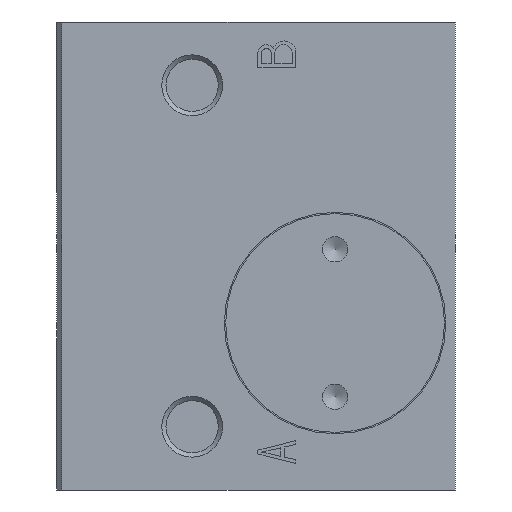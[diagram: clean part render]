
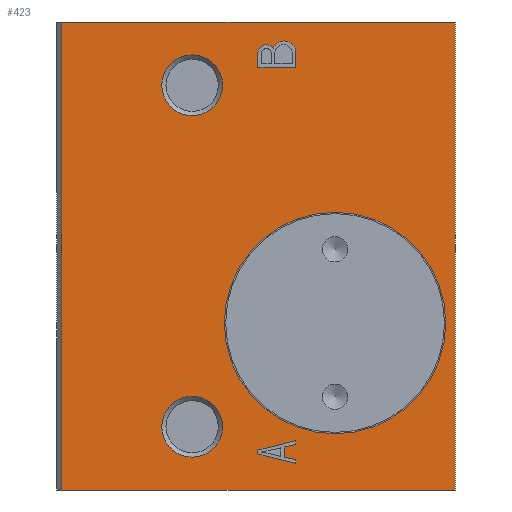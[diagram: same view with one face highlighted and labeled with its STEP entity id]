
A CAD part, left-side view. The second image highlights one B-rep face of the part: STEP entity #423.
In plain terms, the highlighted face is planar.
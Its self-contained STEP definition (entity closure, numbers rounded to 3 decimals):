
#423 = ADVANCED_FACE( '', ( #917, #918, #919, #920, #921, #922 ), #923, .F. );
#917 = FACE_BOUND( '', #1426, .T. );
#918 = FACE_OUTER_BOUND( '', #1427, .T. );
#919 = FACE_BOUND( '', #1428, .T. );
#920 = FACE_BOUND( '', #1429, .T. );
#921 = FACE_BOUND( '', #1430, .T. );
#922 = FACE_BOUND( '', #1431, .T. );
#923 = PLANE( '', #1432 );
#1426 = EDGE_LOOP( '', ( #2404, #2405, #2406, #2407, #2408, #2409, #2410, #2411 ) );
#1427 = EDGE_LOOP( '', ( #2412, #2413, #2414, #2415 ) );
#1428 = EDGE_LOOP( '', ( #2416 ) );
#1429 = EDGE_LOOP( '', ( #2417 ) );
#1430 = EDGE_LOOP( '', ( #2418 ) );
#1431 = EDGE_LOOP( '', ( #2419, #2420, #2421, #2422, #2423 ) );
#1432 = AXIS2_PLACEMENT_3D( '', #2424, #2425, #2426 );
#2404 = ORIENTED_EDGE( '', *, *, #2985, .T. );
#2405 = ORIENTED_EDGE( '', *, *, #2825, .T. );
#2406 = ORIENTED_EDGE( '', *, *, #2961, .T. );
#2407 = ORIENTED_EDGE( '', *, *, #2771, .T. );
#2408 = ORIENTED_EDGE( '', *, *, #2911, .T. );
#2409 = ORIENTED_EDGE( '', *, *, #2839, .T. );
#2410 = ORIENTED_EDGE( '', *, *, #2796, .T. );
#2411 = ORIENTED_EDGE( '', *, *, #2778, .T. );
#2412 = ORIENTED_EDGE( '', *, *, #2859, .T. );
#2413 = ORIENTED_EDGE( '', *, *, #2982, .F. );
#2414 = ORIENTED_EDGE( '', *, *, #2986, .F. );
#2415 = ORIENTED_EDGE( '', *, *, #2894, .T. );
#2416 = ORIENTED_EDGE( '', *, *, #2975, .F. );
#2417 = ORIENTED_EDGE( '', *, *, #2877, .F. );
#2418 = ORIENTED_EDGE( '', *, *, #2869, .T. );
#2419 = ORIENTED_EDGE( '', *, *, #2987, .T. );
#2420 = ORIENTED_EDGE( '', *, *, #2945, .T. );
#2421 = ORIENTED_EDGE( '', *, *, #2988, .T. );
#2422 = ORIENTED_EDGE( '', *, *, #2925, .T. );
#2423 = ORIENTED_EDGE( '', *, *, #2635, .T. );
#2424 = CARTESIAN_POINT( '', ( 18.5, 0., -27. ) );
#2425 = DIRECTION( '', ( 0., 0., 1. ) );
#2426 = DIRECTION( '', ( 1., 0., 0. ) );
#2635 = EDGE_CURVE( '', #3069, #3070, #3071, .T. );
#2771 = EDGE_CURVE( '', #3297, #3298, #3299, .T. );
#2778 = EDGE_CURVE( '', #3307, #3308, #3309, .T. );
#2796 = EDGE_CURVE( '', #3335, #3307, #3336, .T. );
#2825 = EDGE_CURVE( '', #3379, #3380, #3381, .T. );
#2839 = EDGE_CURVE( '', #3398, #3335, #3399, .T. );
#2859 = EDGE_CURVE( '', #3427, #3425, #3428, .T. );
#2869 = EDGE_CURVE( '', #3441, #3441, #3442, .T. );
#2877 = EDGE_CURVE( '', #3454, #3454, #3455, .F. );
#2894 = EDGE_CURVE( '', #3476, #3427, #3477, .T. );
#2911 = EDGE_CURVE( '', #3298, #3398, #3495, .T. );
#2925 = EDGE_CURVE( '', #3510, #3069, #3511, .T. );
#2945 = EDGE_CURVE( '', #3535, #3536, #3537, .T. );
#2961 = EDGE_CURVE( '', #3380, #3297, #3557, .T. );
#2975 = EDGE_CURVE( '', #3572, #3572, #3573, .F. );
#2982 = EDGE_CURVE( '', #3580, #3425, #3582, .T. );
#2985 = EDGE_CURVE( '', #3308, #3379, #3585, .T. );
#2986 = EDGE_CURVE( '', #3476, #3580, #3586, .T. );
#2987 = EDGE_CURVE( '', #3070, #3535, #3587, .T. );
#2988 = EDGE_CURVE( '', #3536, #3510, #3588, .T. );
#3069 = VERTEX_POINT( '', #3681 );
#3070 = VERTEX_POINT( '', #3682 );
#3071 = LINE( '', #3683, #3684 );
#3297 = VERTEX_POINT( '', #3991 );
#3298 = VERTEX_POINT( '', #3992 );
#3299 = LINE( '', #3993, #3994 );
#3307 = VERTEX_POINT( '', #4006 );
#3308 = VERTEX_POINT( '', #4007 );
#3309 = LINE( '', #4008, #4009 );
#3335 = VERTEX_POINT( '', #4040 );
#3336 = LINE( '', #4041, #4042 );
#3379 = VERTEX_POINT( '', #4100 );
#3380 = VERTEX_POINT( '', #4101 );
#3381 = LINE( '', #4102, #4103 );
#3398 = VERTEX_POINT( '', #4125 );
#3399 = LINE( '', #4126, #4127 );
#3425 = VERTEX_POINT( '', #4192 );
#3427 = VERTEX_POINT( '', #4195 );
#3428 = LINE( '', #4196, #4197 );
#3441 = VERTEX_POINT( '', #4212 );
#3442 = CIRCLE( '', #4213, 8.75 );
#3454 = VERTEX_POINT( '', #4229 );
#3455 = CIRCLE( '', #4230, 2.4 );
#3476 = VERTEX_POINT( '', #4255 );
#3477 = LINE( '', #4256, #4257 );
#3495 = LINE( '', #4291, #4292 );
#3510 = VERTEX_POINT( '', #4311 );
#3511 = LINE( '', #4312, #4313 );
#3535 = VERTEX_POINT( '', #4343 );
#3536 = VERTEX_POINT( '', #4344 );
#3537 = CIRCLE( '', #4345, 0.93 );
#3557 = LINE( '', #4380, #4381 );
#3572 = VERTEX_POINT( '', #4430 );
#3573 = CIRCLE( '', #4431, 2.4 );
#3580 = VERTEX_POINT( '', #4438 );
#3582 = LINE( '', #4441, #4442 );
#3585 = LINE( '', #4445, #4446 );
#3586 = LINE( '', #4447, #4448 );
#3587 = CIRCLE( '', #4449, 0.652 );
#3588 = LINE( '', #4450, #4451 );
#3681 = CARTESIAN_POINT( '', ( -14.9, 15.6, -27. ) );
#3682 = CARTESIAN_POINT( '', ( -16.1, 15.6, -27. ) );
#3683 = CARTESIAN_POINT( '', ( -14.9, 15.6, -27. ) );
#3684 = VECTOR( '', #4531, 1000. );
#3991 = CARTESIAN_POINT( '', ( 15.1, 13.5, -27. ) );
#3992 = CARTESIAN_POINT( '', ( 15.9, 13.5, -27. ) );
#3993 = CARTESIAN_POINT( '', ( 15.1, 13.5, -27. ) );
#3994 = VECTOR( '', #4691, 1000. );
#4006 = CARTESIAN_POINT( '', ( 15.65, 15.6, -27. ) );
#4007 = CARTESIAN_POINT( '', ( 15.35, 15.6, -27. ) );
#4008 = CARTESIAN_POINT( '', ( 15.65, 15.6, -27. ) );
#4009 = VECTOR( '', #4696, 1000. );
#4040 = CARTESIAN_POINT( '', ( 16.4, 12.6, -27. ) );
#4041 = CARTESIAN_POINT( '', ( 16.4, 12.6, -27. ) );
#4042 = VECTOR( '', #4720, 1000. );
#4100 = CARTESIAN_POINT( '', ( 14.6, 12.6, -27. ) );
#4101 = CARTESIAN_POINT( '', ( 14.9, 12.6, -27. ) );
#4102 = CARTESIAN_POINT( '', ( 14.6, 12.6, -27. ) );
#4103 = VECTOR( '', #4748, 1000. );
#4125 = CARTESIAN_POINT( '', ( 16.1, 12.6, -27. ) );
#4126 = CARTESIAN_POINT( '', ( 16.1, 12.6, -27. ) );
#4127 = VECTOR( '', #4763, 1000. );
#4192 = CARTESIAN_POINT( '', ( -18.5, 31.1, -27. ) );
#4195 = CARTESIAN_POINT( '', ( -18.5, 0., -27. ) );
#4196 = CARTESIAN_POINT( '', ( -18.5, 0., -27. ) );
#4197 = VECTOR( '', #4783, 1000. );
#4212 = CARTESIAN_POINT( '', ( 14.05, 9.5, -27. ) );
#4213 = AXIS2_PLACEMENT_3D( '', #4795, #4796, #4797 );
#4229 = CARTESIAN_POINT( '', ( -11.1, 20.8, -27. ) );
#4230 = AXIS2_PLACEMENT_3D( '', #4805, #4806, #4807 );
#4255 = CARTESIAN_POINT( '', ( 18.5, 0., -27. ) );
#4256 = CARTESIAN_POINT( '', ( 18.5, 0., -27. ) );
#4257 = VECTOR( '', #4824, 1000. );
#4291 = CARTESIAN_POINT( '', ( 15.9, 13.5, -27. ) );
#4292 = VECTOR( '', #4831, 1000. );
#4311 = CARTESIAN_POINT( '', ( -14.9, 12.6, -27. ) );
#4312 = CARTESIAN_POINT( '', ( -14.9, 12.6, -27. ) );
#4313 = VECTOR( '', #4842, 1000. );
#4343 = CARTESIAN_POINT( '', ( -16.4, 14.4, -27. ) );
#4344 = CARTESIAN_POINT( '', ( -16.1, 12.6, -27. ) );
#4345 = AXIS2_PLACEMENT_3D( '', #4858, #4859, #4860 );
#4380 = CARTESIAN_POINT( '', ( 14.9, 12.6, -27. ) );
#4381 = VECTOR( '', #4872, 1000. );
#4430 = CARTESIAN_POINT( '', ( 15.9, 20.8, -27. ) );
#4431 = AXIS2_PLACEMENT_3D( '', #4880, #4881, #4882 );
#4438 = CARTESIAN_POINT( '', ( 18.5, 31.1, -27. ) );
#4441 = CARTESIAN_POINT( '', ( 18.5, 31.1, -27. ) );
#4442 = VECTOR( '', #4887, 1000. );
#4445 = CARTESIAN_POINT( '', ( 15.35, 15.6, -27. ) );
#4446 = VECTOR( '', #4888, 1000. );
#4447 = CARTESIAN_POINT( '', ( 18.5, 0., -27. ) );
#4448 = VECTOR( '', #4889, 1000. );
#4449 = AXIS2_PLACEMENT_3D( '', #4890, #4891, #4892 );
#4450 = CARTESIAN_POINT( '', ( -16.1, 12.6, -27. ) );
#4451 = VECTOR( '', #4893, 1000. );
#4531 = DIRECTION( '', ( -1., 0., 0. ) );
#4691 = DIRECTION( '', ( 1., 0., 0. ) );
#4696 = DIRECTION( '', ( -1., 0., 0. ) );
#4720 = DIRECTION( '', ( -0.243, 0.97, 0. ) );
#4748 = DIRECTION( '', ( 1., 0., 0. ) );
#4763 = DIRECTION( '', ( 1., 0., 0. ) );
#4783 = DIRECTION( '', ( 0., 1., 0. ) );
#4795 = CARTESIAN_POINT( '', ( 5.3, 9.5, -27. ) );
#4796 = DIRECTION( '', ( 0., 0., 1. ) );
#4797 = DIRECTION( '', ( 1., 0., 0. ) );
#4805 = CARTESIAN_POINT( '', ( -13.5, 20.8, -27. ) );
#4806 = DIRECTION( '', ( 0., 0., 1. ) );
#4807 = DIRECTION( '', ( 1., 0., 0. ) );
#4824 = DIRECTION( '', ( -1., 0., 0. ) );
#4831 = DIRECTION( '', ( 0.217, -0.976, 0. ) );
#4842 = DIRECTION( '', ( 0., 1., 0. ) );
#4858 = CARTESIAN_POINT( '', ( -16.07, 13.53, -27. ) );
#4859 = DIRECTION( '', ( 0., 0., 1. ) );
#4860 = DIRECTION( '', ( 1., 0., 0. ) );
#4872 = DIRECTION( '', ( 0.217, 0.976, 0. ) );
#4880 = CARTESIAN_POINT( '', ( 13.5, 20.8, -27. ) );
#4881 = DIRECTION( '', ( 0., 0., 1. ) );
#4882 = DIRECTION( '', ( 1., 0., 0. ) );
#4887 = DIRECTION( '', ( -1., 0., 0. ) );
#4888 = DIRECTION( '', ( -0.243, -0.97, 0. ) );
#4889 = DIRECTION( '', ( 0., 1., 0. ) );
#4890 = CARTESIAN_POINT( '', ( -16.05, 14.95, -27. ) );
#4891 = DIRECTION( '', ( 0., 0., 1. ) );
#4892 = DIRECTION( '', ( 1., 0., 0. ) );
#4893 = DIRECTION( '', ( 1., 0., 0. ) );
